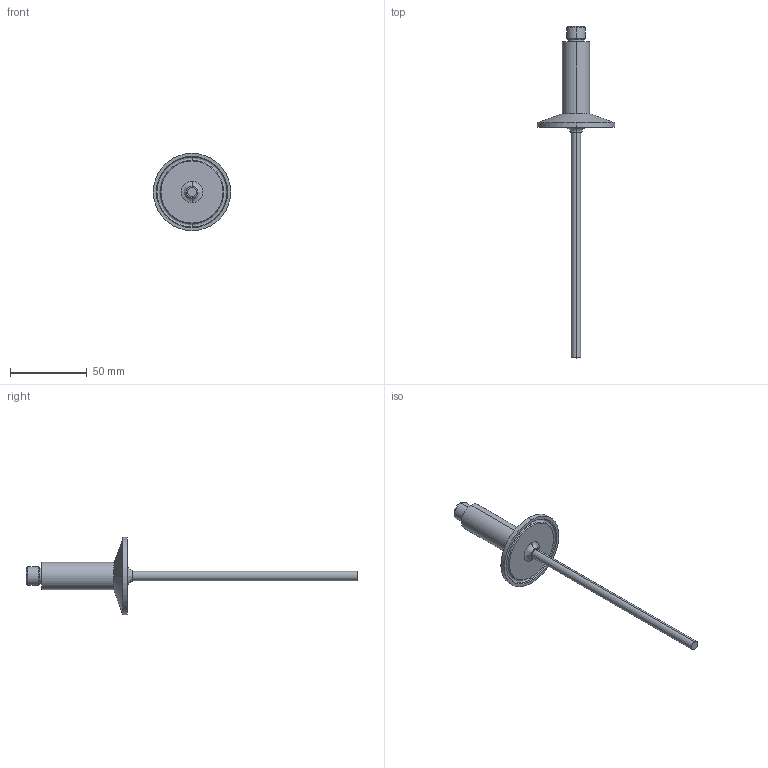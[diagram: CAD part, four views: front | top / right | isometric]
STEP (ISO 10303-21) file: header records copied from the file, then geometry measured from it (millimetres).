
FILE_DESCRIPTION (( 'STEP AP214' ), '1' );
FILE_NAME ('XTPS15-150-0300F.STEP', '2020-06-29T18:16:12', ( '' ), ( '' ), 'SwSTEP 2.0', 'SolidWorks 2017', '' );
FILE_SCHEMA (( 'AUTOMOTIVE_DESIGN' ));
Length unit declared in the file: inch
Products named in the file (1): XTPS15-150-0300F
Bounding box: 50.4 x 216.02 x 50.4 mm (x, y, z)
Volume: 28104.7 mm3; surface area: 10946.3 mm2
Topology: 1 solids, 1 shells, 80 faces, 174 edges, 108 vertices
Faces by surface type: cylinder 25, plane 25, cone 22, bspline 8
Entity records: 2660 total; most frequent: CARTESIAN_POINT 825, DIRECTION 410, ORIENTED_EDGE 348, EDGE_CURVE 174, AXIS2_PLACEMENT_3D 169, VERTEX_POINT 108, CIRCLE 96, EDGE_LOOP 92
